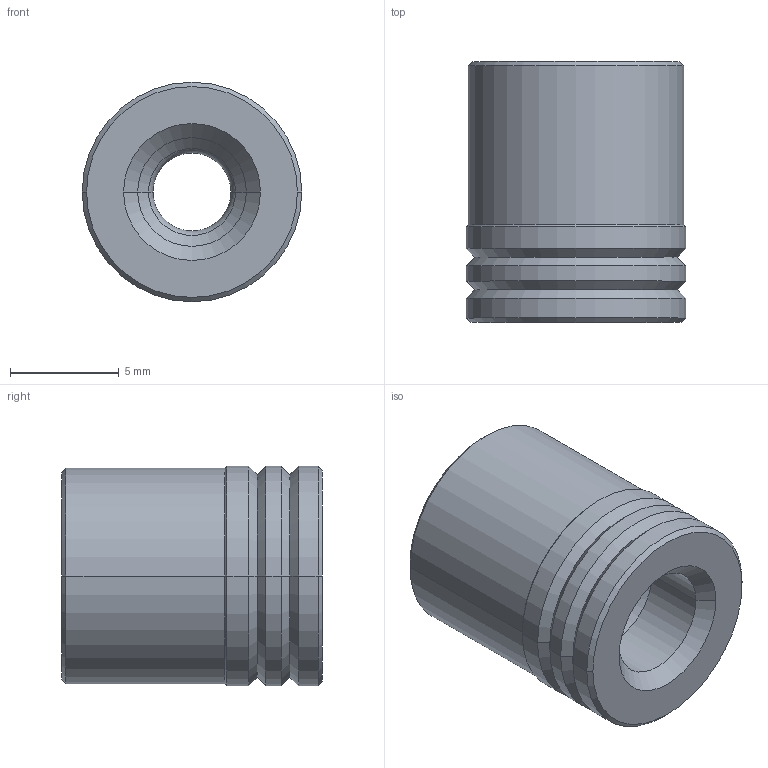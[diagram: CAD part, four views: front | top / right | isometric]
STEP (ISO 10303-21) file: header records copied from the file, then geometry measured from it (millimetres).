
FILE_DESCRIPTION (( 'STEP AP203' ), '1' );
FILE_NAME ('CV041012.STP', '2012-09-05T16:00:53', ( 'dis05' ), ( '' ), 'SwSTEP 2.0', 'SolidWorks 2010', '' );
FILE_SCHEMA (( 'CONFIG_CONTROL_DESIGN' ));
Length unit declared in the file: millimetre
Products named in the file (1): CV041012
Bounding box: 10.1 x 12 x 10.1 mm (x, y, z)
Volume: 741.8 mm3; surface area: 763 mm2
Topology: 2 solids, 2 shells, 41 faces, 82 edges, 44 vertices
Faces by surface type: cone 20, cylinder 12, torus 6, plane 3
Entity records: 1133 total; most frequent: DIRECTION 216, CARTESIAN_POINT 168, ORIENTED_EDGE 164, AXIS2_PLACEMENT_3D 92, EDGE_CURVE 82, CIRCLE 50, VERTEX_POINT 44, EDGE_LOOP 44
